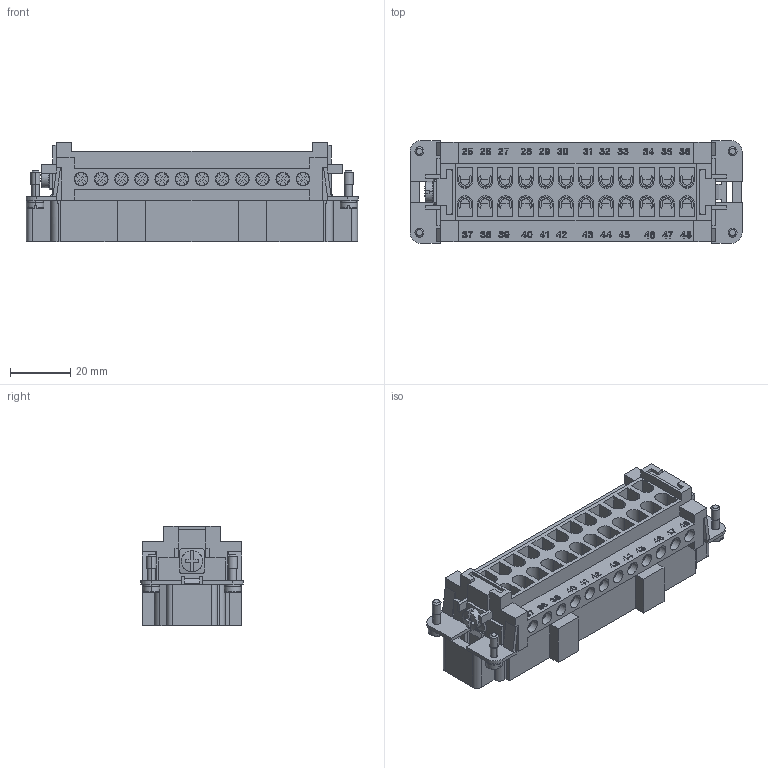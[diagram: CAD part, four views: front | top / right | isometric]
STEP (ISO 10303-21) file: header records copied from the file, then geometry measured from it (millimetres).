
FILE_DESCRIPTION(('Creo Elements/Direct Modeling STEP Export'),'2;1');
FILE_NAME('0ln7uvk49v7amfo4072','2017-03-30T14:42:52',(''),(''),'PTC Creo Elements/Direct Modeling STEP processor for AP214 (Solid Model)','PTC Creo Elements/Direct Modeling 19.0E 27-Jun-2016 (C) Parametric Technology GmbH','');
FILE_SCHEMA(('AUTOMOTIVE_DESIGN { 1 0 10303 214 1 1 1 1 }'));
Products named in the file (2): JNEM_24_N
Assembly tree (1 placements, depth 2):
  JNEM_24_N
    JNEM_24_N
Bounding box: 110.3 x 34 x 33 mm (x, y, z)
Volume: 44458.3 mm3; surface area: 37713.2 mm2
Topology: 1 solids, 1 shells, 1628 faces, 8636 edges, 7218 vertices
Faces by surface type: plane 1224, cylinder 336, sphere 52, cone 8, torus 8
Entity records: 100236 total; most frequent: CARTESIAN_POINT 17565, ORIENTED_EDGE 17176, DIRECTION 11820, EDGE_CURVE 8588, VECTOR 7498, LINE 7498, VERTEX_POINT 7218, AXIS2_PLACEMENT_3D 2161
